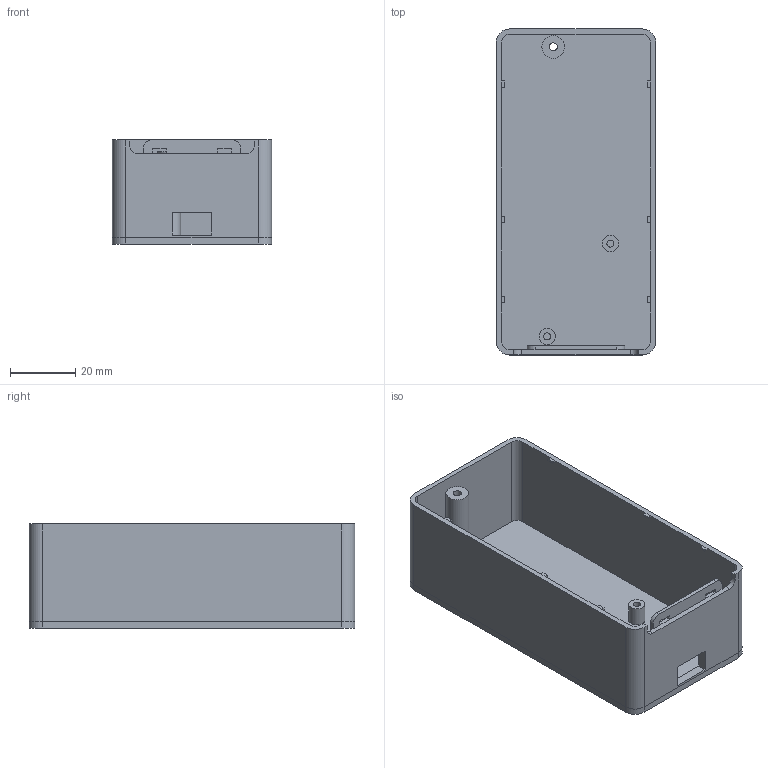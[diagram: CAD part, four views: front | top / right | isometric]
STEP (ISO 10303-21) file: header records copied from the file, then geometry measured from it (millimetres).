
FILE_DESCRIPTION(('FreeCAD Model'),'2;1');
FILE_NAME('Open CASCADE Shape Model','2024-01-23T09:33:51',(''),(''), 'Open CASCADE STEP processor 7.6','FreeCAD','Unknown');
FILE_SCHEMA(('AUTOMOTIVE_DESIGN { 1 0 10303 214 1 1 1 1 }'));
Length unit declared in the file: millimetre
Products named in the file (1): Base
Bounding box: 49 x 100.2 x 32 mm (x, y, z)
Volume: 24807.9 mm3; surface area: 28799.7 mm2
Topology: 1 solids, 1 shells, 96 faces, 242 edges, 153 vertices
Faces by surface type: plane 73, cylinder 23
Full cylindrical faces by diameter (mm): 2.2 x2, 2.5 x1, 5 x3, 7 x1
Entity records: 6049 total; most frequent: CARTESIAN_POINT 1048, DIRECTION 951, LINE 643, VECTOR 643, ORIENTED_EDGE 484, PCURVE 484, DEFINITIONAL_REPRESENTATION 484, EDGE_CURVE 242
